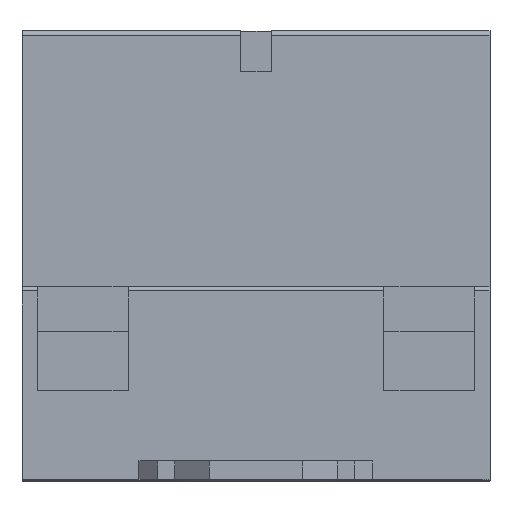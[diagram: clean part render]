
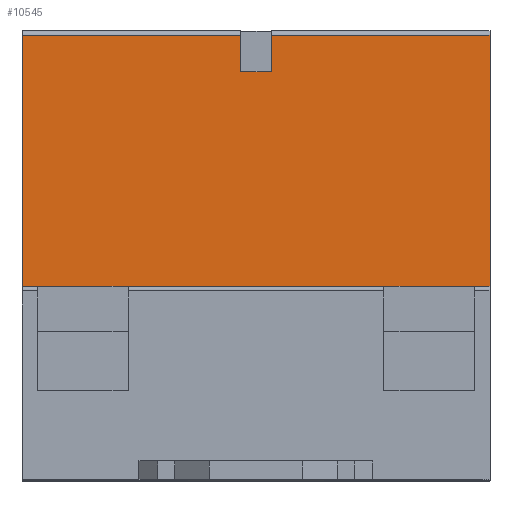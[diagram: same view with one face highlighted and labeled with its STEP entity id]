
A CAD part, top view. The second image highlights one B-rep face of the part: STEP entity #10545.
In plain terms, the highlighted planar face has unit normal (0, 0, 1).
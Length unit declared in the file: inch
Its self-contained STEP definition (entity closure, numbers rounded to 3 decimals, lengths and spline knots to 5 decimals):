
#180 = DIRECTION ( 'NONE',  ( -1., 0., 0. ) ) ;
#259 = VERTEX_POINT ( 'NONE', #8718 ) ;
#275 = ORIENTED_EDGE ( 'NONE', *, *, #17890, .T. ) ;
#310 = CARTESIAN_POINT ( 'NONE',  ( -0.049, 1.425, 1.24 ) ) ;
#431 = DIRECTION ( 'NONE',  ( 0., 0., -1. ) ) ;
#496 = CARTESIAN_POINT ( 'NONE',  ( -0.75, 1.44, 1.24 ) ) ;
#1414 = VERTEX_POINT ( 'NONE', #2520 ) ;
#1918 = LINE ( 'NONE', #20405, #6234 ) ;
#1927 = LINE ( 'NONE', #496, #6239 ) ;
#2520 = CARTESIAN_POINT ( 'NONE',  ( -0.049, 1.309, 1.24 ) ) ;
#2666 = DIRECTION ( 'NONE',  ( 1., 0., 0. ) ) ;
#4013 = VERTEX_POINT ( 'NONE', #5749 ) ;
#4182 = DIRECTION ( 'NONE',  ( 0., 1., 0. ) ) ;
#5408 = EDGE_CURVE ( 'NONE', #259, #17994, #19818, .T. ) ;
#5487 = ORIENTED_EDGE ( 'NONE', *, *, #21623, .T. ) ;
#5522 = DIRECTION ( 'NONE',  ( -1., 0., 0. ) ) ;
#5749 = CARTESIAN_POINT ( 'NONE',  ( 0.75, 0.62, 1.24 ) ) ;
#6144 = EDGE_CURVE ( 'NONE', #20604, #1414, #9658, .T. ) ;
#6234 = VECTOR ( 'NONE', #180, 39.37008 ) ;
#6239 = VECTOR ( 'NONE', #4182, 39.37008 ) ;
#6407 = FACE_OUTER_BOUND ( 'NONE', #19628, .T. ) ;
#6537 = VECTOR ( 'NONE', #15472, 39.37008 ) ;
#6708 = DIRECTION ( 'NONE',  ( -1., 0., 0. ) ) ;
#6746 = VECTOR ( 'NONE', #2666, 39.37008 ) ;
#6747 = VERTEX_POINT ( 'NONE', #14604 ) ;
#6926 = ORIENTED_EDGE ( 'NONE', *, *, #17130, .T. ) ;
#8314 = ORIENTED_EDGE ( 'NONE', *, *, #17284, .T. ) ;
#8718 = CARTESIAN_POINT ( 'NONE',  ( 0.75, 1.425, 1.24 ) ) ;
#9658 = LINE ( 'NONE', #14065, #13999 ) ;
#9995 = VECTOR ( 'NONE', #11528, 39.37008 ) ;
#10371 = EDGE_CURVE ( 'NONE', #17994, #20604, #13905, .T. ) ;
#10376 = CARTESIAN_POINT ( 'NONE',  ( 0.049, 1.309, 1.24 ) ) ;
#10545 = ADVANCED_FACE ( 'NONE', ( #6407 ), #15107, .F. ) ;
#11469 = CARTESIAN_POINT ( 'NONE',  ( -1.4, 0.62, 1.24 ) ) ;
#11528 = DIRECTION ( 'NONE',  ( 0., 1., 0. ) ) ;
#12035 = LINE ( 'NONE', #13621, #6537 ) ;
#12073 = VERTEX_POINT ( 'NONE', #13623 ) ;
#13339 = DIRECTION ( 'NONE',  ( -1., 0., 0. ) ) ;
#13621 = CARTESIAN_POINT ( 'NONE',  ( 0.75, 0.62, 1.24 ) ) ;
#13623 = CARTESIAN_POINT ( 'NONE',  ( -0.75, 1.425, 1.24 ) ) ;
#13686 = VERTEX_POINT ( 'NONE', #310 ) ;
#13781 = CARTESIAN_POINT ( 'NONE',  ( -1.4, 0.62, 1.24 ) ) ;
#13905 = LINE ( 'NONE', #19946, #23109 ) ;
#13937 = ORIENTED_EDGE ( 'NONE', *, *, #10371, .T. ) ;
#13999 = VECTOR ( 'NONE', #5522, 39.37008 ) ;
#14065 = CARTESIAN_POINT ( 'NONE',  ( -1.4, 1.309, 1.24 ) ) ;
#14599 = ORIENTED_EDGE ( 'NONE', *, *, #6144, .T. ) ;
#14604 = CARTESIAN_POINT ( 'NONE',  ( -0.75, 0.62, 1.24 ) ) ;
#14612 = AXIS2_PLACEMENT_3D ( 'NONE', #11469, #431, #13339 ) ;
#14929 = VECTOR ( 'NONE', #6708, 39.37008 ) ;
#14937 = LINE ( 'NONE', #18863, #9995 ) ;
#15107 = PLANE ( 'NONE',  #14612 ) ;
#15472 = DIRECTION ( 'NONE',  ( 0., 1., 0. ) ) ;
#17130 = EDGE_CURVE ( 'NONE', #1414, #13686, #14937, .T. ) ;
#17284 = EDGE_CURVE ( 'NONE', #4013, #259, #12035, .T. ) ;
#17890 = EDGE_CURVE ( 'NONE', #6747, #4013, #21459, .T. ) ;
#17994 = VERTEX_POINT ( 'NONE', #23367 ) ;
#18408 = ORIENTED_EDGE ( 'NONE', *, *, #20381, .F. ) ;
#18863 = CARTESIAN_POINT ( 'NONE',  ( -0.049, 0.62, 1.24 ) ) ;
#19628 = EDGE_LOOP ( 'NONE', ( #14599, #6926, #5487, #18408, #275, #8314, #20274, #13937 ) ) ;
#19818 = LINE ( 'NONE', #23246, #14929 ) ;
#19946 = CARTESIAN_POINT ( 'NONE',  ( 0.049, 0.62, 1.24 ) ) ;
#20274 = ORIENTED_EDGE ( 'NONE', *, *, #5408, .T. ) ;
#20381 = EDGE_CURVE ( 'NONE', #6747, #12073, #1927, .T. ) ;
#20405 = CARTESIAN_POINT ( 'NONE',  ( -0.75, 1.425, 1.24 ) ) ;
#20604 = VERTEX_POINT ( 'NONE', #10376 ) ;
#21459 = LINE ( 'NONE', #13781, #6746 ) ;
#21623 = EDGE_CURVE ( 'NONE', #13686, #12073, #1918, .T. ) ;
#21698 = DIRECTION ( 'NONE',  ( 0., -1., 0. ) ) ;
#23109 = VECTOR ( 'NONE', #21698, 39.37008 ) ;
#23246 = CARTESIAN_POINT ( 'NONE',  ( -0.75, 1.425, 1.24 ) ) ;
#23367 = CARTESIAN_POINT ( 'NONE',  ( 0.049, 1.425, 1.24 ) ) ;
